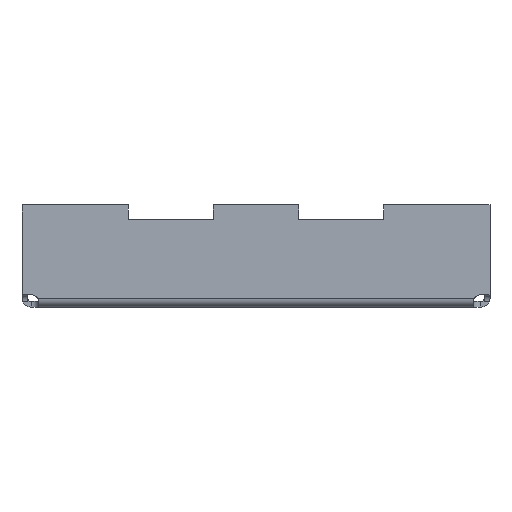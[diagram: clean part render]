
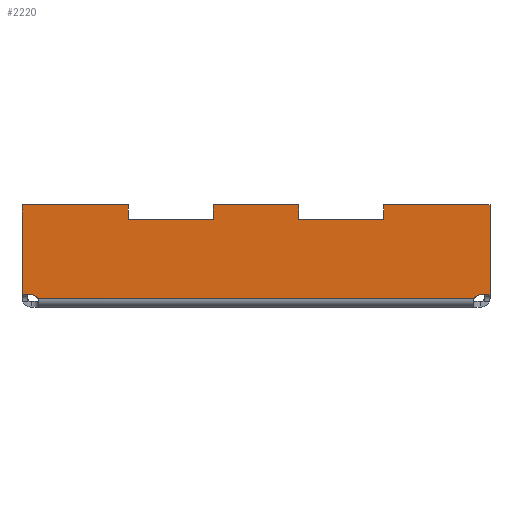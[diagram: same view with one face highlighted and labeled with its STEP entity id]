
A CAD part, left-side view. The second image highlights one B-rep face of the part: STEP entity #2220.
In plain terms, the highlighted planar face has unit normal (-1, 0, 0).
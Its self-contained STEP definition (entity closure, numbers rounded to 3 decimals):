
#14=DIRECTION('',(0.,-1.,0.));
#15=VECTOR('',#14,3.);
#16=CARTESIAN_POINT('',(-8.25,1.5,0.));
#17=LINE('',#16,#15);
#22=DIRECTION('',(0.,-1.,0.));
#23=VECTOR('',#22,3.75);
#24=CARTESIAN_POINT('',(-8.25,8.25,0.));
#25=LINE('',#24,#23);
#62=DIRECTION('',(0.,-1.,0.));
#63=VECTOR('',#62,3.75);
#64=CARTESIAN_POINT('',(-8.25,-4.5,0.));
#65=LINE('',#64,#63);
#162=DIRECTION('',(0.,1.,0.));
#163=VECTOR('',#162,15.385);
#164=CARTESIAN_POINT('',(-8.25,-7.693,-3.3));
#165=LINE('',#164,#163);
#166=DIRECTION('',(0.,-1.,0.));
#167=VECTOR('',#166,0.335);
#168=CARTESIAN_POINT('',(-8.25,8.25,-3.165));
#169=LINE('',#168,#167);
#170=DIRECTION('',(0.,0.,-1.));
#171=VECTOR('',#170,3.165);
#172=CARTESIAN_POINT('',(-8.25,8.25,0.));
#173=LINE('',#172,#171);
#174=DIRECTION('',(0.,0.,-1.));
#175=VECTOR('',#174,0.5);
#176=CARTESIAN_POINT('',(-8.25,4.5,0.));
#177=LINE('',#176,#175);
#178=DIRECTION('',(0.,-1.,0.));
#179=VECTOR('',#178,3.);
#180=CARTESIAN_POINT('',(-8.25,4.5,-0.5));
#181=LINE('',#180,#179);
#182=DIRECTION('',(0.,0.,-1.));
#183=VECTOR('',#182,0.5);
#184=CARTESIAN_POINT('',(-8.25,1.5,0.));
#185=LINE('',#184,#183);
#186=DIRECTION('',(0.,0.,-1.));
#187=VECTOR('',#186,0.5);
#188=CARTESIAN_POINT('',(-8.25,-1.5,0.));
#189=LINE('',#188,#187);
#190=DIRECTION('',(0.,-1.,0.));
#191=VECTOR('',#190,3.);
#192=CARTESIAN_POINT('',(-8.25,-1.5,-0.5));
#193=LINE('',#192,#191);
#194=DIRECTION('',(0.,0.,-1.));
#195=VECTOR('',#194,0.5);
#196=CARTESIAN_POINT('',(-8.25,-4.5,0.));
#197=LINE('',#196,#195);
#198=DIRECTION('',(0.,-1.,0.));
#199=VECTOR('',#198,0.335);
#200=CARTESIAN_POINT('',(-8.25,-7.915,-3.165));
#201=LINE('',#200,#199);
#224=CARTESIAN_POINT('',(-8.25,7.915,-3.415));
#225=DIRECTION('',(1.,0.,0.));
#226=DIRECTION('',(0.,0.,1.));
#227=AXIS2_PLACEMENT_3D('',#224,#225,#226);
#355=DIRECTION('',(0.,0.,-1.));
#356=VECTOR('',#355,3.165);
#357=CARTESIAN_POINT('',(-8.25,-8.25,0.));
#358=LINE('',#357,#356);
#1469=CARTESIAN_POINT('',(-8.25,-7.693,-3.3));
#1471=CARTESIAN_POINT('',(-8.25,-7.915,-3.415));
#1472=DIRECTION('',(1.,0.,0.));
#1473=DIRECTION('',(0.,0.888,0.46));
#1474=AXIS2_PLACEMENT_3D('',#1471,#1472,#1473);
#1558=CARTESIAN_POINT('',(-8.25,1.5,0.));
#1560=VERTEX_POINT('',#1558);
#1562=CARTESIAN_POINT('',(-8.25,4.5,0.));
#1564=VERTEX_POINT('',#1562);
#1566=CARTESIAN_POINT('',(-8.25,-4.5,0.));
#1568=VERTEX_POINT('',#1566);
#1570=CARTESIAN_POINT('',(-8.25,-1.5,0.));
#1572=VERTEX_POINT('',#1570);
#1622=CARTESIAN_POINT('',(-8.25,4.5,-0.5));
#1623=CARTESIAN_POINT('',(-8.25,1.5,-0.5));
#1624=VERTEX_POINT('',#1622);
#1625=VERTEX_POINT('',#1623);
#1626=CARTESIAN_POINT('',(-8.25,-1.5,-0.5));
#1627=CARTESIAN_POINT('',(-8.25,-4.5,-0.5));
#1628=VERTEX_POINT('',#1626);
#1629=VERTEX_POINT('',#1627);
#1686=CARTESIAN_POINT('',(-8.25,8.25,0.));
#1687=VERTEX_POINT('',#1686);
#1688=CARTESIAN_POINT('',(-8.25,-8.25,0.));
#1689=VERTEX_POINT('',#1688);
#1814=CARTESIAN_POINT('',(-8.25,8.25,-3.165));
#1815=VERTEX_POINT('',#1814);
#1816=CARTESIAN_POINT('',(-8.25,-8.25,-3.165));
#1817=VERTEX_POINT('',#1816);
#1906=CARTESIAN_POINT('',(-8.25,-7.915,-3.165));
#1908=VERTEX_POINT('',#1906);
#1943=CARTESIAN_POINT('',(-8.25,7.915,-3.165));
#1945=VERTEX_POINT('',#1943);
#1955=VERTEX_POINT('',#1469);
#1960=CARTESIAN_POINT('',(-8.25,7.693,-3.3));
#1961=VERTEX_POINT('',#1960);
#2185=CARTESIAN_POINT('',(-8.25,8.25,0.));
#2186=DIRECTION('',(-1.,0.,0.));
#2187=DIRECTION('',(0.,-1.,0.));
#2188=AXIS2_PLACEMENT_3D('',#2185,#2186,#2187);
#2189=PLANE('',#2188);
#2191=ORIENTED_EDGE('',*,*,#2190,.T.);
#2193=ORIENTED_EDGE('',*,*,#2192,.F.);
#2195=ORIENTED_EDGE('',*,*,#2194,.F.);
#2197=ORIENTED_EDGE('',*,*,#2196,.F.);
#2198=ORIENTED_EDGE('',*,*,#2049,.T.);
#2200=ORIENTED_EDGE('',*,*,#2199,.T.);
#2202=ORIENTED_EDGE('',*,*,#2201,.T.);
#2203=ORIENTED_EDGE('',*,*,#2176,.F.);
#2204=ORIENTED_EDGE('',*,*,#2037,.T.);
#2206=ORIENTED_EDGE('',*,*,#2205,.T.);
#2208=ORIENTED_EDGE('',*,*,#2207,.T.);
#2210=ORIENTED_EDGE('',*,*,#2209,.F.);
#2211=ORIENTED_EDGE('',*,*,#2077,.T.);
#2213=ORIENTED_EDGE('',*,*,#2212,.T.);
#2215=ORIENTED_EDGE('',*,*,#2214,.F.);
#2217=ORIENTED_EDGE('',*,*,#2216,.F.);
#2218=EDGE_LOOP('',(#2191,#2193,#2195,#2197,#2198,#2200,#2202,#2203,#2204,#2206,
#2208,#2210,#2211,#2213,#2215,#2217));
#2219=FACE_OUTER_BOUND('',#2218,.F.);
#228=CIRCLE('',#227,0.25);
#1475=CIRCLE('',#1474,0.25);
#2037=EDGE_CURVE('',#1560,#1572,#17,.T.);
#2049=EDGE_CURVE('',#1687,#1564,#25,.T.);
#2077=EDGE_CURVE('',#1568,#1689,#65,.T.);
#2176=EDGE_CURVE('',#1560,#1625,#185,.T.);
#2190=EDGE_CURVE('',#1955,#1961,#165,.T.);
#2192=EDGE_CURVE('',#1945,#1961,#228,.T.);
#2194=EDGE_CURVE('',#1815,#1945,#169,.T.);
#2196=EDGE_CURVE('',#1687,#1815,#173,.T.);
#2199=EDGE_CURVE('',#1564,#1624,#177,.T.);
#2201=EDGE_CURVE('',#1624,#1625,#181,.T.);
#2205=EDGE_CURVE('',#1572,#1628,#189,.T.);
#2207=EDGE_CURVE('',#1628,#1629,#193,.T.);
#2209=EDGE_CURVE('',#1568,#1629,#197,.T.);
#2212=EDGE_CURVE('',#1689,#1817,#358,.T.);
#2214=EDGE_CURVE('',#1908,#1817,#201,.T.);
#2216=EDGE_CURVE('',#1955,#1908,#1475,.T.);
#2220=ADVANCED_FACE('',(#2219),#2189,.T.);
